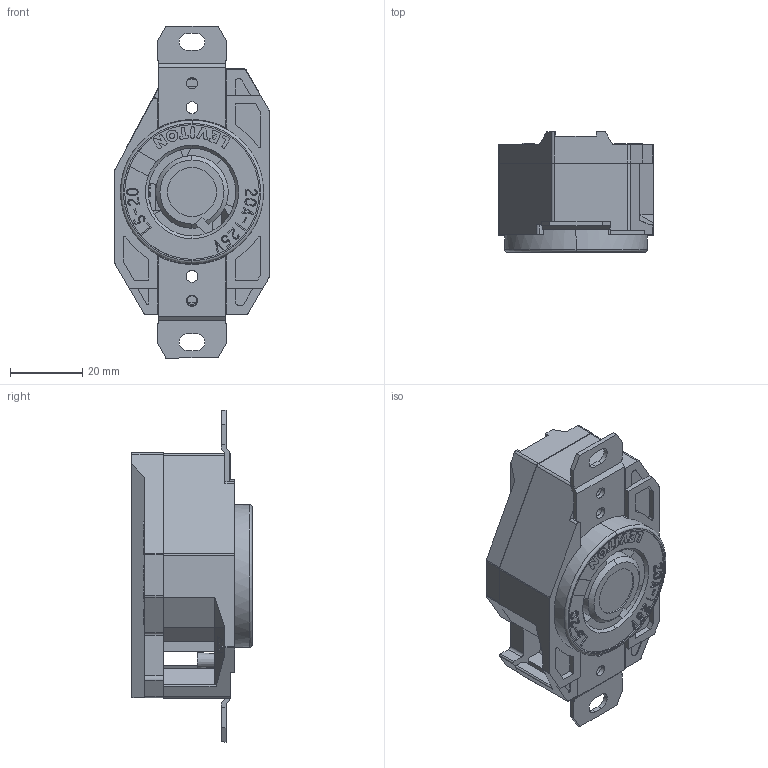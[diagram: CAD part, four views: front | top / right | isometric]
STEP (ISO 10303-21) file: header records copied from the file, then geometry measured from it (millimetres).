
FILE_DESCRIPTION (( 'STEP AP214' ), '1' );
FILE_NAME ('023CM-968-010.STEP', '2019-04-23T14:26:45', ( '' ), ( '' ), 'SwSTEP 2.0', 'SolidWorks 2017', '' );
FILE_SCHEMA (( 'AUTOMOTIVE_DESIGN' ));
Length unit declared in the file: inch
Products named in the file (1): 023CM-968-010
Bounding box: 42.85 x 33.32 x 92.08 mm (x, y, z)
Surface area: 19218.2 mm2 (no closed solid volume)
Topology: 0 solids, 6 shells, 798 faces, 2568 edges, 1796 vertices
Faces by surface type: plane 563, cylinder 215, cone 9, bspline 9, torus 2
Entity records: 39293 total; most frequent: CARTESIAN_POINT 5870, DIRECTION 4705, ORIENTED_EDGE 4643, EDGE_CURVE 2568, LINE 1963, VECTOR 1963, VERTEX_POINT 1796, AXIS2_PLACEMENT_3D 1371
